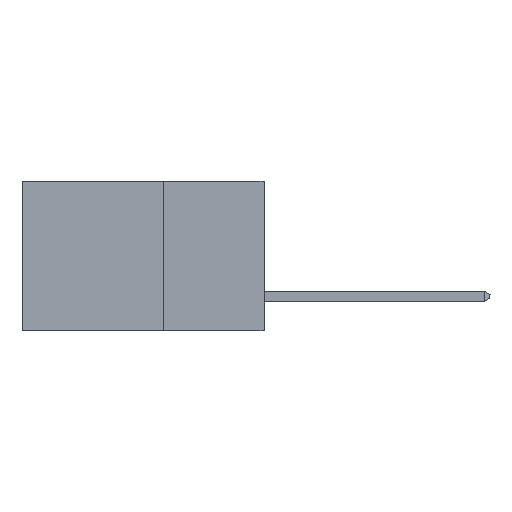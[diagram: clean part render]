
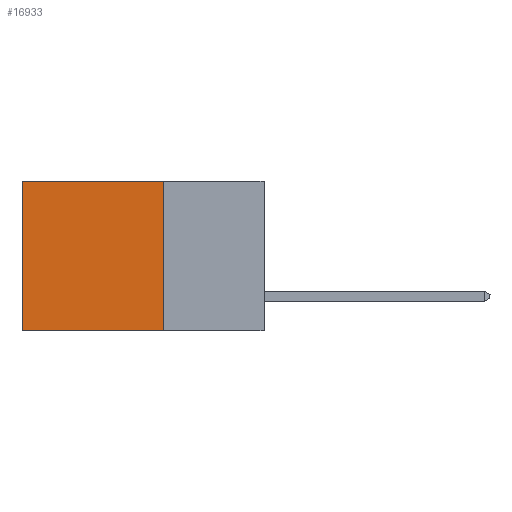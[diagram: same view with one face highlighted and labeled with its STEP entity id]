
A CAD part, left-side view. The second image highlights one B-rep face of the part: STEP entity #16933.
In plain terms, the highlighted planar face has unit normal (-1, 0, 0).
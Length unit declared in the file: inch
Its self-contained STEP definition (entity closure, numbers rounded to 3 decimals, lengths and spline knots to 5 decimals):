
#179 = LINE ( 'NONE', #7337, #9215 ) ;
#318 = EDGE_CURVE ( 'NONE', #9693, #1141, #4639, .T. ) ;
#649 = DIRECTION ( 'NONE',  ( 0., 1., 0. ) ) ;
#810 = AXIS2_PLACEMENT_3D ( 'NONE', #12716, #7331, #14637 ) ;
#910 = CARTESIAN_POINT ( 'NONE',  ( 0.298, 0.6, -0.37 ) ) ;
#968 = CARTESIAN_POINT ( 'NONE',  ( 0.298, 0.25, -0.37 ) ) ;
#1141 = VERTEX_POINT ( 'NONE', #968 ) ;
#1240 = CARTESIAN_POINT ( 'NONE',  ( 0.298, 0.25, 0. ) ) ;
#1802 = ORIENTED_EDGE ( 'NONE', *, *, #13729, .T. ) ;
#2054 = ORIENTED_EDGE ( 'NONE', *, *, #318, .F. ) ;
#2350 = LINE ( 'NONE', #6181, #14254 ) ;
#2423 = VECTOR ( 'NONE', #6095, 39.37008 ) ;
#2625 = CARTESIAN_POINT ( 'NONE',  ( 0.298, 0.6, 0. ) ) ;
#2656 = VERTEX_POINT ( 'NONE', #910 ) ;
#4445 = EDGE_LOOP ( 'NONE', ( #1802, #15428, #2054, #7232 ) ) ;
#4639 = LINE ( 'NONE', #14815, #2423 ) ;
#4899 = DIRECTION ( 'NONE',  ( 0., 1., 0. ) ) ;
#6095 = DIRECTION ( 'NONE',  ( 0., 0., -1. ) ) ;
#6181 = CARTESIAN_POINT ( 'NONE',  ( 0.298, 0.25, 0. ) ) ;
#7232 = ORIENTED_EDGE ( 'NONE', *, *, #8968, .T. ) ;
#7331 = DIRECTION ( 'NONE',  ( 1., 0., 0. ) ) ;
#7337 = CARTESIAN_POINT ( 'NONE',  ( 0.298, 0.25, -0.37 ) ) ;
#8497 = PLANE ( 'NONE',  #810 ) ;
#8968 = EDGE_CURVE ( 'NONE', #9693, #13062, #2350, .T. ) ;
#9215 = VECTOR ( 'NONE', #4899, 39.37008 ) ;
#9474 = DIRECTION ( 'NONE',  ( 0., 0., -1. ) ) ;
#9693 = VERTEX_POINT ( 'NONE', #1240 ) ;
#10454 = VECTOR ( 'NONE', #9474, 39.37008 ) ;
#12716 = CARTESIAN_POINT ( 'NONE',  ( 0.298, 0.25, 0. ) ) ;
#12729 = FACE_OUTER_BOUND ( 'NONE', #4445, .T. ) ;
#13062 = VERTEX_POINT ( 'NONE', #2625 ) ;
#13729 = EDGE_CURVE ( 'NONE', #13062, #2656, #14198, .T. ) ;
#14198 = LINE ( 'NONE', #17972, #10454 ) ;
#14254 = VECTOR ( 'NONE', #649, 39.37008 ) ;
#14637 = DIRECTION ( 'NONE',  ( 0., 0., -1. ) ) ;
#14815 = CARTESIAN_POINT ( 'NONE',  ( 0.298, 0.25, 0. ) ) ;
#15428 = ORIENTED_EDGE ( 'NONE', *, *, #16404, .F. ) ;
#16404 = EDGE_CURVE ( 'NONE', #1141, #2656, #179, .T. ) ;
#16933 = ADVANCED_FACE ( 'NONE', ( #12729 ), #8497, .F. ) ;
#17972 = CARTESIAN_POINT ( 'NONE',  ( 0.298, 0.6, 0. ) ) ;
